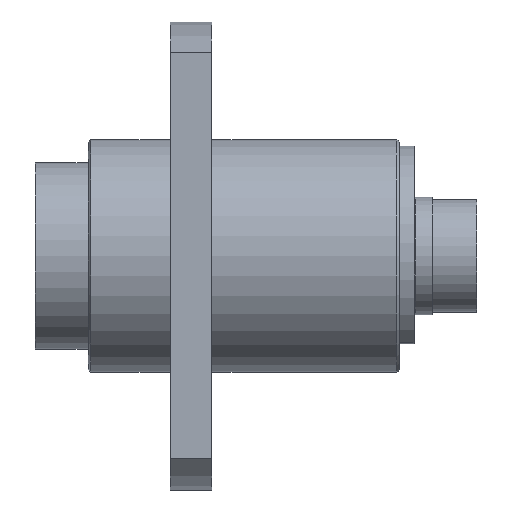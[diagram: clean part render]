
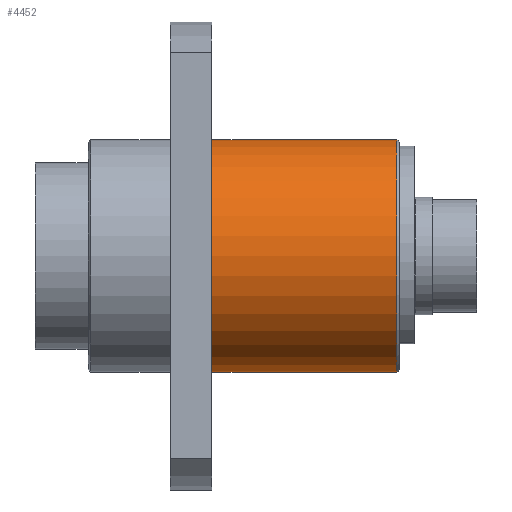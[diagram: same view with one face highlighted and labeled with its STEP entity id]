
A CAD part, top view. The second image highlights one B-rep face of the part: STEP entity #4452.
In plain terms, the highlighted cylindrical face has radius 4.75 mm (diameter 9.5 mm), a partial arc.
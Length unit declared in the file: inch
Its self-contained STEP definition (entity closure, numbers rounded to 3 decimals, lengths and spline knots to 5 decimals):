
#264 = CYLINDRICAL_SURFACE ( 'NONE', #10157, 0.18701 ) ;
#711 = ORIENTED_EDGE ( 'NONE', *, *, #12257, .T. ) ;
#1155 = CARTESIAN_POINT ( 'NONE',  ( 0.58071, -0.18701, 0. ) ) ;
#1770 = VECTOR ( 'NONE', #2922, 39.37008 ) ;
#2760 = CARTESIAN_POINT ( 'NONE',  ( 0.28347, 0., 0.18701 ) ) ;
#2922 = DIRECTION ( 'NONE',  ( 1., 0., 0. ) ) ;
#3289 = DIRECTION ( 'NONE',  ( 0., 0., 1. ) ) ;
#3636 = VERTEX_POINT ( 'NONE', #2760 ) ;
#4099 = AXIS2_PLACEMENT_3D ( 'NONE', #5615, #15004, #4462 ) ;
#4427 = VECTOR ( 'NONE', #10578, 39.37008 ) ;
#4452 = ADVANCED_FACE ( 'NONE', ( #10813 ), #264, .T. ) ;
#4462 = DIRECTION ( 'NONE',  ( 0., 0., 1. ) ) ;
#4936 = EDGE_CURVE ( 'NONE', #10635, #3636, #10727, .T. ) ;
#4961 = DIRECTION ( 'NONE',  ( 1., 0., 0. ) ) ;
#5140 = ORIENTED_EDGE ( 'NONE', *, *, #14646, .F. ) ;
#5615 = CARTESIAN_POINT ( 'NONE',  ( 0.28347, 0., 0. ) ) ;
#5631 = VERTEX_POINT ( 'NONE', #14974 ) ;
#6613 = CARTESIAN_POINT ( 'NONE',  ( 0.28347, 0.18701, 0. ) ) ;
#8182 = CARTESIAN_POINT ( 'NONE',  ( 0.28347, 0., 0. ) ) ;
#8264 = DIRECTION ( 'NONE',  ( 0., 0., 1. ) ) ;
#8413 = AXIS2_PLACEMENT_3D ( 'NONE', #15142, #13829, #3289 ) ;
#9177 = DIRECTION ( 'NONE',  ( 1., 0., 0. ) ) ;
#9806 = AXIS2_PLACEMENT_3D ( 'NONE', #8182, #9177, #8264 ) ;
#9832 = ORIENTED_EDGE ( 'NONE', *, *, #4936, .T. ) ;
#9898 = LINE ( 'NONE', #13457, #1770 ) ;
#9945 = DIRECTION ( 'NONE',  ( 0., -1., 0. ) ) ;
#10157 = AXIS2_PLACEMENT_3D ( 'NONE', #13265, #4961, #9945 ) ;
#10348 = LINE ( 'NONE', #11574, #4427 ) ;
#10578 = DIRECTION ( 'NONE',  ( 1., 0., 0. ) ) ;
#10635 = VERTEX_POINT ( 'NONE', #6613 ) ;
#10727 = CIRCLE ( 'NONE', #4099, 0.18701 ) ;
#10813 = FACE_OUTER_BOUND ( 'NONE', #10888, .T. ) ;
#10888 = EDGE_LOOP ( 'NONE', ( #5140, #9832, #711, #11271, #14696 ) ) ;
#11271 = ORIENTED_EDGE ( 'NONE', *, *, #12237, .T. ) ;
#11574 = CARTESIAN_POINT ( 'NONE',  ( -0.03543, -0.18701, 0. ) ) ;
#12237 = EDGE_CURVE ( 'NONE', #5631, #14437, #10348, .T. ) ;
#12257 = EDGE_CURVE ( 'NONE', #3636, #5631, #14738, .T. ) ;
#13265 = CARTESIAN_POINT ( 'NONE',  ( -0.03543, 0., 0. ) ) ;
#13457 = CARTESIAN_POINT ( 'NONE',  ( -0.03543, 0.18701, 0. ) ) ;
#13534 = CARTESIAN_POINT ( 'NONE',  ( 0.58071, 0.18701, 0. ) ) ;
#13829 = DIRECTION ( 'NONE',  ( -1., 0., 0. ) ) ;
#14437 = VERTEX_POINT ( 'NONE', #1155 ) ;
#14646 = EDGE_CURVE ( 'NONE', #10635, #14667, #9898, .T. ) ;
#14667 = VERTEX_POINT ( 'NONE', #13534 ) ;
#14696 = ORIENTED_EDGE ( 'NONE', *, *, #14843, .T. ) ;
#14738 = CIRCLE ( 'NONE', #9806, 0.18701 ) ;
#14821 = CIRCLE ( 'NONE', #8413, 0.18701 ) ;
#14843 = EDGE_CURVE ( 'NONE', #14437, #14667, #14821, .T. ) ;
#14974 = CARTESIAN_POINT ( 'NONE',  ( 0.28347, -0.18701, 0. ) ) ;
#15004 = DIRECTION ( 'NONE',  ( 1., 0., 0. ) ) ;
#15142 = CARTESIAN_POINT ( 'NONE',  ( 0.58071, 0., 0. ) ) ;
